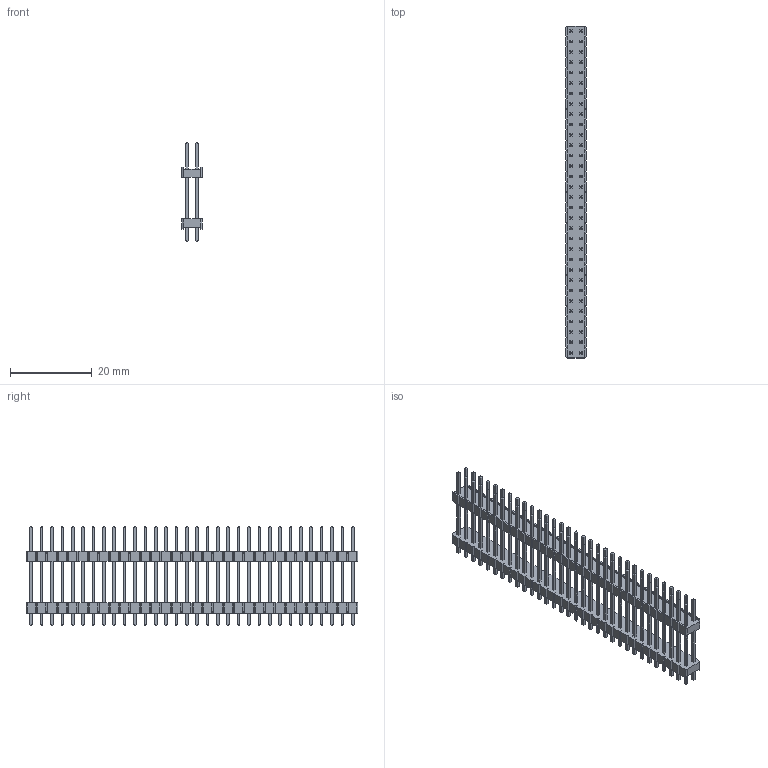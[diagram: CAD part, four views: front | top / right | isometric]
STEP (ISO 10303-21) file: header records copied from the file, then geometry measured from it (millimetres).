
FILE_DESCRIPTION(/* description */ ('Unknown'),/* implementation_level */ '2;1');
FILE_NAME(/* name */ 'J_Wurth_WR-PHD_61306428421',/* time_stamp */ '2025-04-09T17:39:37+08:00',/* author */ ('Unknown'),/* organization */ ('Unknown'),/* preprocessor_version */ 'ST-DEVELOPER v19.4',/* originating_system */ 'Solid Edge',/* authorisation */ 'Unknown');
FILE_SCHEMA (('AUTOMOTIVE_DESIGN {1 0 10303 214 3 1 1}'));
Products named in the file (2): J_Wurth_WR-PHD_61306428421
Assembly tree (1 placements, depth 2):
  J_Wurth_WR-PHD_61306428421
    J_Wurth_WR-PHD_61306428421
Bounding box: 5.08 x 81.28 x 24.24 mm (x, y, z)
Volume: 2223.4 mm3; surface area: 6012.8 mm2
Topology: 1 solids, 1 shells, 2056 faces, 5260 edges, 3336 vertices
Faces by surface type: plane 2056
Entity records: 74895 total; most frequent: CARTESIAN_POINT 10654, ORIENTED_EDGE 10520, DIRECTION 9376, EDGE_CURVE 5260, LINE 5260, VECTOR 5260, VERTEX_POINT 3336, EDGE_LOOP 2312
